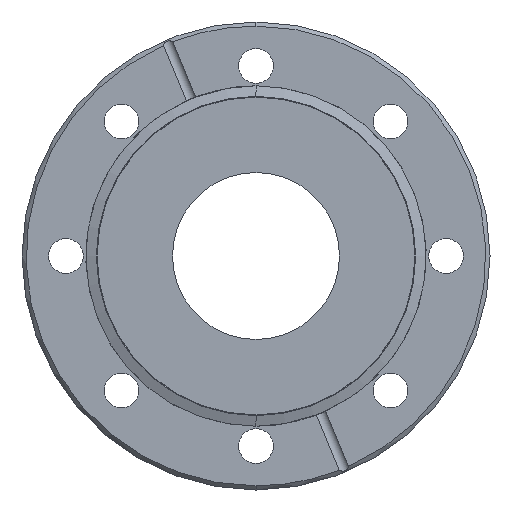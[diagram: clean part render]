
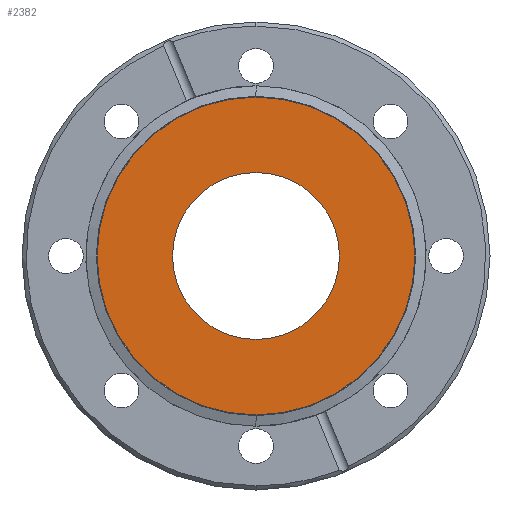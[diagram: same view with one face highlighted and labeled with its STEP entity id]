
A CAD part, left-side view. The second image highlights one B-rep face of the part: STEP entity #2382.
In plain terms, the highlighted planar face has unit normal (-1, 0, 0).
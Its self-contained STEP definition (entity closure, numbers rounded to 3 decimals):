
#121 = FACE_BOUND ( 'NONE', #1601, .T. ) ;
#238 = PLANE ( 'NONE',  #797 ) ;
#275 = CARTESIAN_POINT ( 'NONE',  ( 1.2, 0., 0. ) ) ;
#279 = DIRECTION ( 'NONE',  ( -1., 0., 0. ) ) ;
#282 = DIRECTION ( 'NONE',  ( 0., 0., 1. ) ) ;
#343 = ORIENTED_EDGE ( 'NONE', *, *, #1911, .F. ) ;
#471 = VERTEX_POINT ( 'NONE', #702 ) ;
#518 = DIRECTION ( 'NONE',  ( -1., 0., 0. ) ) ;
#550 = DIRECTION ( 'NONE',  ( 0., 0., 1. ) ) ;
#589 = CARTESIAN_POINT ( 'NONE',  ( 1.2, 0., 20.25 ) ) ;
#641 = CARTESIAN_POINT ( 'NONE',  ( 1.2, 0., 0. ) ) ;
#660 = EDGE_CURVE ( 'NONE', #2360, #2076, #2082, .T. ) ;
#702 = CARTESIAN_POINT ( 'NONE',  ( 1.2, 0., 38.548 ) ) ;
#791 = CARTESIAN_POINT ( 'NONE',  ( 1.2, 0., -20.25 ) ) ;
#797 = AXIS2_PLACEMENT_3D ( 'NONE', #2662, #2840, #2685 ) ;
#823 = ORIENTED_EDGE ( 'NONE', *, *, #1586, .T. ) ;
#862 = AXIS2_PLACEMENT_3D ( 'NONE', #2577, #2675, #2718 ) ;
#967 = AXIS2_PLACEMENT_3D ( 'NONE', #275, #279, #282 ) ;
#995 = AXIS2_PLACEMENT_3D ( 'NONE', #2026, #2032, #2036 ) ;
#1319 = CIRCLE ( 'NONE', #967, 20.25 ) ;
#1331 = ORIENTED_EDGE ( 'NONE', *, *, #660, .F. ) ;
#1465 = ORIENTED_EDGE ( 'NONE', *, *, #2278, .T. ) ;
#1586 = EDGE_CURVE ( 'NONE', #2216, #471, #2073, .T. ) ;
#1601 = EDGE_LOOP ( 'NONE', ( #343, #1331 ) ) ;
#1844 = EDGE_LOOP ( 'NONE', ( #1465, #823 ) ) ;
#1911 = EDGE_CURVE ( 'NONE', #2076, #2360, #1319, .T. ) ;
#1958 = AXIS2_PLACEMENT_3D ( 'NONE', #641, #518, #550 ) ;
#2026 = CARTESIAN_POINT ( 'NONE',  ( 1.2, 0., 0. ) ) ;
#2032 = DIRECTION ( 'NONE',  ( -1., 0., 0. ) ) ;
#2036 = DIRECTION ( 'NONE',  ( 0., 0., 1. ) ) ;
#2073 = CIRCLE ( 'NONE', #995, 38.548 ) ;
#2076 = VERTEX_POINT ( 'NONE', #791 ) ;
#2082 = CIRCLE ( 'NONE', #1958, 20.25 ) ;
#2216 = VERTEX_POINT ( 'NONE', #2519 ) ;
#2278 = EDGE_CURVE ( 'NONE', #471, #2216, #2825, .T. ) ;
#2360 = VERTEX_POINT ( 'NONE', #589 ) ;
#2382 = ADVANCED_FACE ( 'NONE', ( #121, #2399 ), #238, .T. ) ;
#2399 = FACE_OUTER_BOUND ( 'NONE', #1844, .T. ) ;
#2519 = CARTESIAN_POINT ( 'NONE',  ( 1.2, 0., -38.548 ) ) ;
#2577 = CARTESIAN_POINT ( 'NONE',  ( 1.2, 0., 0. ) ) ;
#2662 = CARTESIAN_POINT ( 'NONE',  ( 1.2, 0., 0. ) ) ;
#2675 = DIRECTION ( 'NONE',  ( -1., 0., 0. ) ) ;
#2685 = DIRECTION ( 'NONE',  ( 0., 0., 1. ) ) ;
#2718 = DIRECTION ( 'NONE',  ( 0., 0., 1. ) ) ;
#2825 = CIRCLE ( 'NONE', #862, 38.548 ) ;
#2840 = DIRECTION ( 'NONE',  ( -1., 0., 0. ) ) ;
